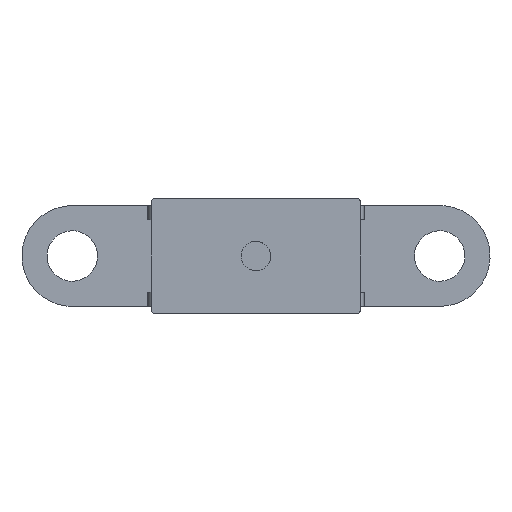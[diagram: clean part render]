
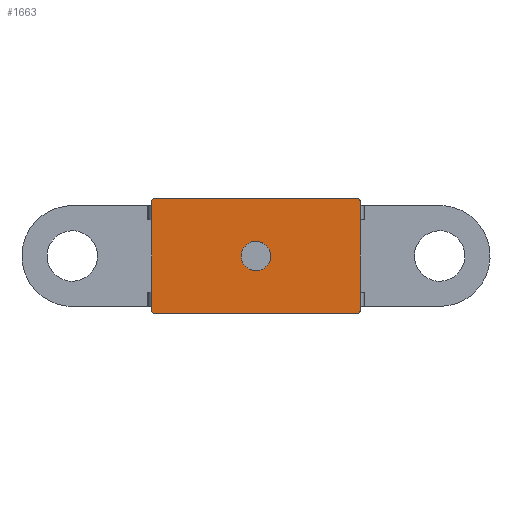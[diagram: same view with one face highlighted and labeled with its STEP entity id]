
A CAD part, front view. The second image highlights one B-rep face of the part: STEP entity #1663.
In plain terms, the highlighted free-form (B-spline) face has degree [1, 1] with [2, 2] control points.
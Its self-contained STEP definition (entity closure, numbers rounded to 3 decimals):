
#1006=CARTESIAN_POINT('',(-2.046,-36.631,0.125));
#1007=VERTEX_POINT('',#1006);
#1013=CARTESIAN_POINT('',(0.0,-36.631,2.05));
#1014=VERTEX_POINT('',#1013);
#1015=CARTESIAN_POINT('',(0.0,-36.631,2.05));
#1016=CARTESIAN_POINT('',(-1.928,-36.631,2.05));
#1017=CARTESIAN_POINT('',(-2.046,-36.631,0.125));
#1025=(BOUNDED_CURVE()B_SPLINE_CURVE(2,(#1015,#1016,#1017),.UNSPECIFIED.,.F.,.U.)B_SPLINE_CURVE_WITH_KNOTS((3,3),(0.5,0.739),.UNSPECIFIED.)CURVE()GEOMETRIC_REPRESENTATION_ITEM()RATIONAL_B_SPLINE_CURVE((1.0,0.72,0.976))REPRESENTATION_ITEM(''));
#1026=EDGE_CURVE('',#1014,#1007,#1025,.T.);
#1028=CARTESIAN_POINT('',(0.721,-36.631,1.919));
#1029=VERTEX_POINT('',#1028);
#1030=CARTESIAN_POINT('',(0.721,-36.631,1.919));
#1031=CARTESIAN_POINT('',(0.372,-36.631,2.05));
#1032=CARTESIAN_POINT('',(0.0,-36.631,2.05));
#1040=(BOUNDED_CURVE()B_SPLINE_CURVE(2,(#1030,#1031,#1032),.UNSPECIFIED.,.F.,.U.)B_SPLINE_CURVE_WITH_KNOTS((3,3),(0.44,0.5),.UNSPECIFIED.)CURVE()GEOMETRIC_REPRESENTATION_ITEM()RATIONAL_B_SPLINE_CURVE((0.893,0.93,1.0))REPRESENTATION_ITEM(''));
#1041=EDGE_CURVE('',#1029,#1014,#1040,.T.);
#1091=CARTESIAN_POINT('',(0.0,-36.631,-2.05));
#1092=VERTEX_POINT('',#1091);
#1093=CARTESIAN_POINT('',(0.0,-36.631,-2.05));
#1094=CARTESIAN_POINT('',(2.05,-36.631,-2.05));
#1095=CARTESIAN_POINT('',(2.05,-36.631,0.));
#1096=CARTESIAN_POINT('',(2.05,-36.631,1.42));
#1097=CARTESIAN_POINT('',(0.721,-36.631,1.919));
#1105=(BOUNDED_CURVE()B_SPLINE_CURVE(2,(#1093,#1094,#1095,#1096,#1097),.UNSPECIFIED.,.F.,.U.)B_SPLINE_CURVE_WITH_KNOTS((3,2,3),(0.0,0.25,0.44),.UNSPECIFIED.)CURVE()GEOMETRIC_REPRESENTATION_ITEM()RATIONAL_B_SPLINE_CURVE((1.0,0.707,1.0,0.777,0.893))REPRESENTATION_ITEM(''));
#1106=EDGE_CURVE('',#1092,#1029,#1105,.T.);
#1108=CARTESIAN_POINT('',(-2.046,-36.631,0.125));
#1109=CARTESIAN_POINT('',(-2.05,-36.631,0.063));
#1110=CARTESIAN_POINT('',(-2.05,-36.631,0.));
#1111=CARTESIAN_POINT('',(-2.05,-36.631,-2.05));
#1112=CARTESIAN_POINT('',(0.0,-36.631,-2.05));
#1120=(BOUNDED_CURVE()B_SPLINE_CURVE(2,(#1108,#1109,#1110,#1111,#1112),.UNSPECIFIED.,.F.,.U.)B_SPLINE_CURVE_WITH_KNOTS((3,2,3),(0.739,0.75,1.0),.UNSPECIFIED.)CURVE()GEOMETRIC_REPRESENTATION_ITEM()RATIONAL_B_SPLINE_CURVE((0.976,0.988,1.0,0.707,1.0))REPRESENTATION_ITEM(''));
#1121=EDGE_CURVE('',#1007,#1092,#1120,.T.);
#1315=CARTESIAN_POINT('',(-14.,-36.631,8.0));
#1316=VERTEX_POINT('',#1315);
#1322=CARTESIAN_POINT('',(-14.5,-36.631,7.5));
#1323=VERTEX_POINT('',#1322);
#1324=CARTESIAN_POINT('',(-14.,-36.631,8.));
#1325=CARTESIAN_POINT('',(-14.5,-36.631,8.));
#1326=CARTESIAN_POINT('',(-14.5,-36.631,7.5));
#1334=(BOUNDED_CURVE()B_SPLINE_CURVE(2,(#1324,#1325,#1326),.UNSPECIFIED.,.F.,.U.)CURVE()GEOMETRIC_REPRESENTATION_ITEM()QUASI_UNIFORM_CURVE()RATIONAL_B_SPLINE_CURVE((1.0,0.707,1.0))REPRESENTATION_ITEM(''));
#1335=EDGE_CURVE('',#1316,#1323,#1334,.T.);
#1358=CARTESIAN_POINT('',(-14.5,-36.631,-7.5));
#1359=VERTEX_POINT('',#1358);
#1360=CARTESIAN_POINT('',(-14.5,-36.631,-7.5));
#1361=CARTESIAN_POINT('',(-14.5,-36.631,7.5));
#1362=QUASI_UNIFORM_CURVE('',1,(#1360,#1361),.UNSPECIFIED.,.F.,.U.);
#1363=EDGE_CURVE('',#1359,#1323,#1362,.T.);
#1405=CARTESIAN_POINT('',(-14.,-36.631,-8.));
#1406=VERTEX_POINT('',#1405);
#1407=CARTESIAN_POINT('',(-14.5,-36.631,-7.5));
#1408=CARTESIAN_POINT('',(-14.5,-36.631,-7.707));
#1409=CARTESIAN_POINT('',(-14.354,-36.631,-7.854));
#1410=CARTESIAN_POINT('',(-14.207,-36.631,-8.));
#1411=CARTESIAN_POINT('',(-14.,-36.631,-8.));
#1419=(BOUNDED_CURVE()B_SPLINE_CURVE(2,(#1407,#1408,#1409,#1410,#1411),.UNSPECIFIED.,.F.,.U.)B_SPLINE_CURVE_WITH_KNOTS((3,2,3),(0.0,0.5,1.0),.UNSPECIFIED.)CURVE()GEOMETRIC_REPRESENTATION_ITEM()RATIONAL_B_SPLINE_CURVE((1.0,0.924,1.0,0.924,1.0))REPRESENTATION_ITEM(''));
#1420=EDGE_CURVE('',#1359,#1406,#1419,.T.);
#1443=CARTESIAN_POINT('',(14.,-36.631,-8.));
#1444=VERTEX_POINT('',#1443);
#1445=CARTESIAN_POINT('',(14.,-36.631,-8.));
#1446=CARTESIAN_POINT('',(-14.,-36.631,-8.));
#1447=QUASI_UNIFORM_CURVE('',1,(#1445,#1446),.UNSPECIFIED.,.F.,.U.);
#1448=EDGE_CURVE('',#1444,#1406,#1447,.T.);
#1490=CARTESIAN_POINT('',(14.5,-36.631,-7.5));
#1491=VERTEX_POINT('',#1490);
#1492=CARTESIAN_POINT('',(14.,-36.631,-8.));
#1493=CARTESIAN_POINT('',(14.207,-36.631,-8.));
#1494=CARTESIAN_POINT('',(14.354,-36.631,-7.854));
#1495=CARTESIAN_POINT('',(14.5,-36.631,-7.707));
#1496=CARTESIAN_POINT('',(14.5,-36.631,-7.5));
#1504=(BOUNDED_CURVE()B_SPLINE_CURVE(2,(#1492,#1493,#1494,#1495,#1496),.UNSPECIFIED.,.F.,.U.)B_SPLINE_CURVE_WITH_KNOTS((3,2,3),(0.0,0.5,1.0),.UNSPECIFIED.)CURVE()GEOMETRIC_REPRESENTATION_ITEM()RATIONAL_B_SPLINE_CURVE((1.0,0.924,1.0,0.924,1.0))REPRESENTATION_ITEM(''));
#1505=EDGE_CURVE('',#1444,#1491,#1504,.T.);
#1528=CARTESIAN_POINT('',(14.5,-36.631,7.5));
#1529=VERTEX_POINT('',#1528);
#1530=CARTESIAN_POINT('',(14.5,-36.631,7.5));
#1531=CARTESIAN_POINT('',(14.5,-36.631,-7.5));
#1532=QUASI_UNIFORM_CURVE('',1,(#1530,#1531),.UNSPECIFIED.,.F.,.U.);
#1533=EDGE_CURVE('',#1529,#1491,#1532,.T.);
#1575=CARTESIAN_POINT('',(14.,-36.631,8.0));
#1576=VERTEX_POINT('',#1575);
#1577=CARTESIAN_POINT('',(14.5,-36.631,7.5));
#1578=CARTESIAN_POINT('',(14.5,-36.631,7.707));
#1579=CARTESIAN_POINT('',(14.354,-36.631,7.854));
#1580=CARTESIAN_POINT('',(14.207,-36.631,8.));
#1581=CARTESIAN_POINT('',(14.,-36.631,8.));
#1589=(BOUNDED_CURVE()B_SPLINE_CURVE(2,(#1577,#1578,#1579,#1580,#1581),.UNSPECIFIED.,.F.,.U.)B_SPLINE_CURVE_WITH_KNOTS((3,2,3),(0.0,0.5,1.0),.UNSPECIFIED.)CURVE()GEOMETRIC_REPRESENTATION_ITEM()RATIONAL_B_SPLINE_CURVE((1.0,0.924,1.0,0.924,1.0))REPRESENTATION_ITEM(''));
#1590=EDGE_CURVE('',#1529,#1576,#1589,.T.);
#1611=CARTESIAN_POINT('',(-14.,-36.631,8.0));
#1612=CARTESIAN_POINT('',(14.,-36.631,8.0));
#1613=QUASI_UNIFORM_CURVE('',1,(#1611,#1612),.UNSPECIFIED.,.F.,.U.);
#1614=EDGE_CURVE('',#1316,#1576,#1613,.T.);
#1642=CARTESIAN_POINT('',(-15.949,-36.631,8.799));
#1643=CARTESIAN_POINT('',(15.949,-36.631,8.799));
#1644=CARTESIAN_POINT('',(-15.949,-36.631,-8.799));
#1645=CARTESIAN_POINT('',(15.949,-36.631,-8.799));
#1646=B_SPLINE_SURFACE_WITH_KNOTS('',1,1,((#1642,#1644),(#1643,#1645)),.UNSPECIFIED.,.F.,.F.,.U.,(2,2),(2,2),(0.0,31.897),(0.0,17.598),.UNSPECIFIED.);
#1647=ORIENTED_EDGE('',*,*,#1614,.T.);
#1648=ORIENTED_EDGE('',*,*,#1590,.F.);
#1649=ORIENTED_EDGE('',*,*,#1533,.T.);
#1650=ORIENTED_EDGE('',*,*,#1505,.F.);
#1651=ORIENTED_EDGE('',*,*,#1448,.T.);
#1652=ORIENTED_EDGE('',*,*,#1420,.F.);
#1653=ORIENTED_EDGE('',*,*,#1363,.T.);
#1654=ORIENTED_EDGE('',*,*,#1335,.F.);
#1655=EDGE_LOOP('',(#1647,#1648,#1649,#1650,#1651,#1652,#1653,#1654));
#1656=FACE_OUTER_BOUND('',#1655,.T.);
#1657=ORIENTED_EDGE('',*,*,#1026,.T.);
#1658=ORIENTED_EDGE('',*,*,#1121,.T.);
#1659=ORIENTED_EDGE('',*,*,#1106,.T.);
#1660=ORIENTED_EDGE('',*,*,#1041,.T.);
#1661=EDGE_LOOP('',(#1657,#1658,#1659,#1660));
#1662=FACE_BOUND('',#1661,.T.);
#1663=ADVANCED_FACE('',(#1656,#1662),#1646,.T.);
